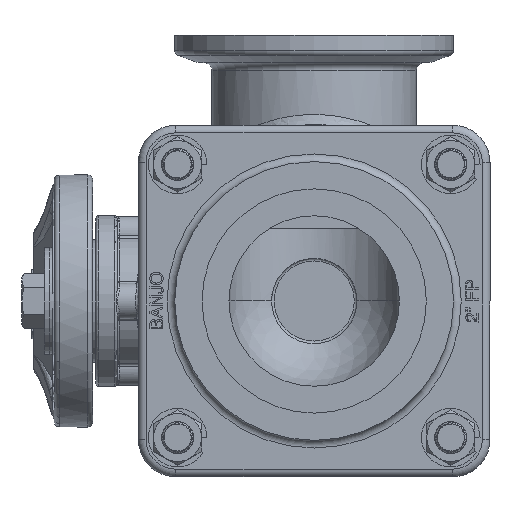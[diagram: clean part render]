
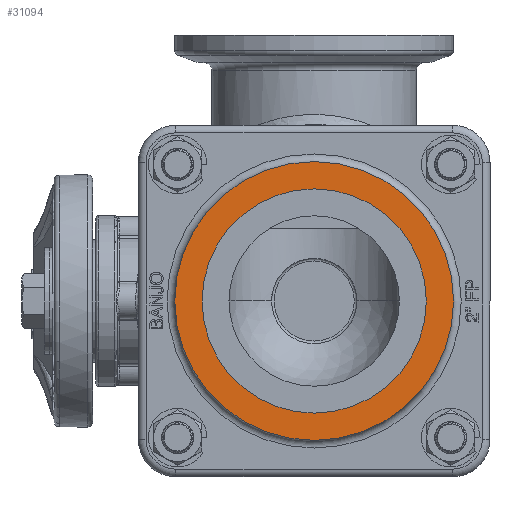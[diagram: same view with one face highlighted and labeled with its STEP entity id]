
A CAD part, left-side view. The second image highlights one B-rep face of the part: STEP entity #31094.
In plain terms, the highlighted face is planar.
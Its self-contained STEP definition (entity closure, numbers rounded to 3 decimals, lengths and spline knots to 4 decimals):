
#1317=FACE_BOUND($,#5353,.T.);
#1318=FACE_BOUND($,#5354,.T.);
#5353=EDGE_LOOP($,(#28214));
#5354=EDGE_LOOP($,(#28215));
#12268=CIRCLE($,#33361,1.635);
#12307=CIRCLE($,#33452,1.315);
#15115=VERTEX_POINT($,#55045);
#15178=VERTEX_POINT($,#55557);
#19410=EDGE_CURVE($,#15115,#15115,#12268,.T.);
#19511=EDGE_CURVE($,#15178,#15178,#12307,.T.);
#28214=ORIENTED_EDGE($,*,*,#19511,.T.);
#28215=ORIENTED_EDGE($,*,*,#19410,.F.);
#29356=PLANE($,#33454);
#31094=ADVANCED_FACE($,(#1317,#1318),#29356,.T.);
#33361=AXIS2_PLACEMENT_3D($,#55046,#41049,#41050);
#33452=AXIS2_PLACEMENT_3D($,#55558,#41269,#41270);
#33454=AXIS2_PLACEMENT_3D($,#55560,#41273,#41274);
#41049=DIRECTION('center_axis',(0.,-1.,0.));
#41050=DIRECTION('ref_axis',(1.,0.,0.));
#41269=DIRECTION('center_axis',(0.,-1.,0.));
#41270=DIRECTION('ref_axis',(1.,0.,0.));
#41273=DIRECTION('center_axis',(0.,1.,0.));
#41274=DIRECTION('ref_axis',(0.,0.,1.));
#55045=CARTESIAN_POINT('',(1.635,1.88,0.));
#55046=CARTESIAN_POINT('Origin',(0.,1.88,0.));
#55557=CARTESIAN_POINT('',(1.315,1.88,0.));
#55558=CARTESIAN_POINT('Origin',(0.,1.88,0.));
#55560=CARTESIAN_POINT('Origin',(0.8175,1.88,0.));
